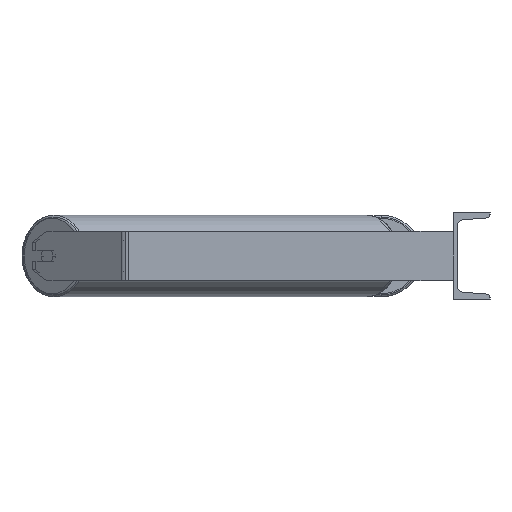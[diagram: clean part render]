
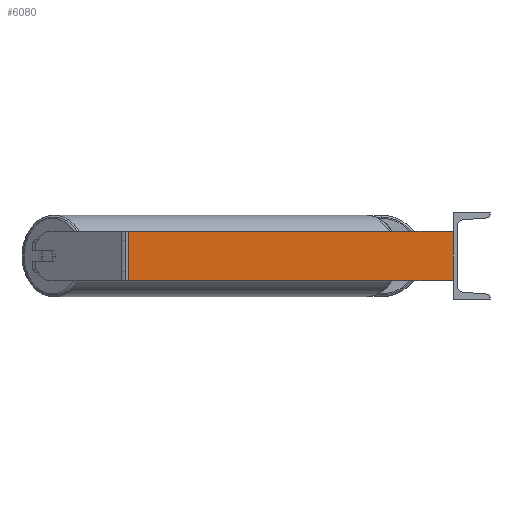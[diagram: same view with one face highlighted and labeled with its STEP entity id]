
A CAD part, left-side view. The second image highlights one B-rep face of the part: STEP entity #6080.
In plain terms, the highlighted planar face has unit normal (-1, 0, 0).
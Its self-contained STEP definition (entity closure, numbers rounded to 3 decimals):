
#127 = DIRECTION ( 'NONE',  ( 0., -1., 0. ) ) ;
#275 = DIRECTION ( 'NONE',  ( 0., 1., 0. ) ) ;
#478 = VECTOR ( 'NONE', #3599, 1000. ) ;
#528 = VECTOR ( 'NONE', #3511, 1000. ) ;
#898 = CARTESIAN_POINT ( 'NONE',  ( -1185., 533.984, 40. ) ) ;
#1060 = VECTOR ( 'NONE', #127, 1000. ) ;
#1183 = LINE ( 'NONE', #4613, #1776 ) ;
#1217 = AXIS2_PLACEMENT_3D ( 'NONE', #898, #1593, #275 ) ;
#1496 = PLANE ( 'NONE',  #1217 ) ;
#1593 = DIRECTION ( 'NONE',  ( 1., 0., 0. ) ) ;
#1776 = VECTOR ( 'NONE', #8142, 1000. ) ;
#1814 = EDGE_LOOP ( 'NONE', ( #6557, #5307, #6087, #4098 ) ) ;
#2036 = CARTESIAN_POINT ( 'NONE',  ( -1185., 0., -40. ) ) ;
#3320 = EDGE_CURVE ( 'NONE', #5718, #4150, #1183, .T. ) ;
#3381 = EDGE_CURVE ( 'NONE', #8006, #4135, #8454, .T. ) ;
#3480 = EDGE_CURVE ( 'NONE', #5718, #8006, #9006, .T. ) ;
#3511 = DIRECTION ( 'NONE',  ( 0., 0., -1. ) ) ;
#3599 = DIRECTION ( 'NONE',  ( 0., 0., -1. ) ) ;
#4058 = CARTESIAN_POINT ( 'NONE',  ( -1185., 533.984, -40. ) ) ;
#4098 = ORIENTED_EDGE ( 'NONE', *, *, #3480, .T. ) ;
#4135 = VERTEX_POINT ( 'NONE', #2036 ) ;
#4150 = VERTEX_POINT ( 'NONE', #5548 ) ;
#4153 = CARTESIAN_POINT ( 'NONE',  ( -1185., 0., 40. ) ) ;
#4613 = CARTESIAN_POINT ( 'NONE',  ( -1185., 533.984, 40. ) ) ;
#5307 = ORIENTED_EDGE ( 'NONE', *, *, #8208, .F. ) ;
#5517 = CARTESIAN_POINT ( 'NONE',  ( -1185., 528.16, 40. ) ) ;
#5548 = CARTESIAN_POINT ( 'NONE',  ( -1185., 0., 40. ) ) ;
#5651 = CARTESIAN_POINT ( 'NONE',  ( -1185., 528.16, 40. ) ) ;
#5718 = VERTEX_POINT ( 'NONE', #5651 ) ;
#5964 = CARTESIAN_POINT ( 'NONE',  ( -1185., 528.16, -40. ) ) ;
#6080 = ADVANCED_FACE ( 'NONE', ( #7392 ), #1496, .F. ) ;
#6087 = ORIENTED_EDGE ( 'NONE', *, *, #3320, .F. ) ;
#6557 = ORIENTED_EDGE ( 'NONE', *, *, #3381, .T. ) ;
#7392 = FACE_OUTER_BOUND ( 'NONE', #1814, .T. ) ;
#7634 = LINE ( 'NONE', #4153, #528 ) ;
#8006 = VERTEX_POINT ( 'NONE', #5964 ) ;
#8142 = DIRECTION ( 'NONE',  ( 0., -1., 0. ) ) ;
#8208 = EDGE_CURVE ( 'NONE', #4150, #4135, #7634, .T. ) ;
#8454 = LINE ( 'NONE', #4058, #1060 ) ;
#9006 = LINE ( 'NONE', #5517, #478 ) ;
